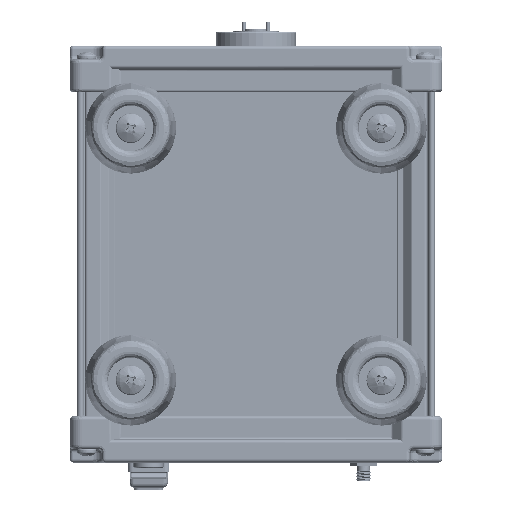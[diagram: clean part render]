
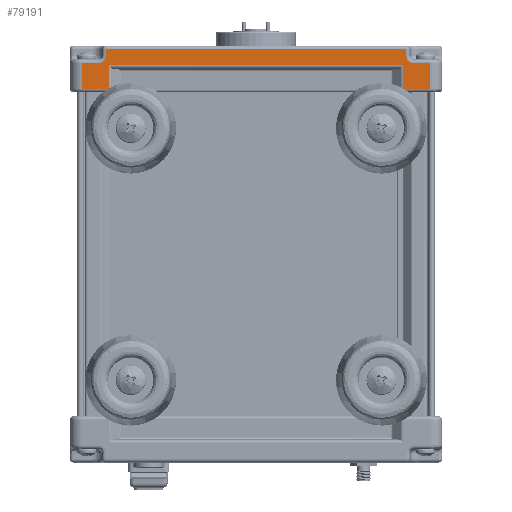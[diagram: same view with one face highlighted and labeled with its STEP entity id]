
A CAD part, front view. The second image highlights one B-rep face of the part: STEP entity #79191.
In plain terms, the highlighted planar face has unit normal (0, -1, 0).
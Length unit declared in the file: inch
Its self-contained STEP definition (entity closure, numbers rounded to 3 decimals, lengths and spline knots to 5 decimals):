
#2164 = CARTESIAN_POINT ( 'NONE',  ( -5.70314, 2.32022, 3.98438 ) ) ;
#3327 = CARTESIAN_POINT ( 'NONE',  ( -0.02204, 2.32022, 4.40958 ) ) ;
#5444 = DIRECTION ( 'NONE',  ( 0., 1., 0. ) ) ;
#7278 = CARTESIAN_POINT ( 'NONE',  ( -5.50629, 2.32022, 4.69304 ) ) ;
#8755 = EDGE_CURVE ( 'NONE', #39094, #83249, #214969, .T. ) ;
#14669 = ORIENTED_EDGE ( 'NONE', *, *, #33461, .F. ) ;
#16748 = CARTESIAN_POINT ( 'NONE',  ( -5.16151, 2.32022, 4.40958 ) ) ;
#17027 = LINE ( 'NONE', #223902, #72045 ) ;
#17580 = VECTOR ( 'NONE', #124533, 39.37008 ) ;
#19105 = CARTESIAN_POINT ( 'NONE',  ( -5.11259, 2.32022, 4.63398 ) ) ;
#24618 = ORIENTED_EDGE ( 'NONE', *, *, #126046, .F. ) ;
#31871 = DIRECTION ( 'NONE',  ( 0., 0., -1. ) ) ;
#32600 = VERTEX_POINT ( 'NONE', #3327 ) ;
#33461 = EDGE_CURVE ( 'NONE', #106354, #140190, #94824, .T. ) ;
#35866 = CARTESIAN_POINT ( 'NONE',  ( -5.2307, 2.32022, 4.40958 ) ) ;
#36257 = EDGE_CURVE ( 'NONE', #32600, #39094, #175164, .T. ) ;
#38148 = LINE ( 'NONE', #46711, #104863 ) ;
#39094 = VERTEX_POINT ( 'NONE', #101972 ) ;
#39365 = DIRECTION ( 'NONE',  ( -1., 0., 0. ) ) ;
#40609 = ORIENTED_EDGE ( 'NONE', *, *, #196986, .F. ) ;
#40628 = VECTOR ( 'NONE', #171678, 39.37008 ) ;
#42660 = PLANE ( 'NONE',  #194170 ) ;
#46098 = DIRECTION ( 'NONE',  ( 0., 0., 1. ) ) ;
#46512 = VECTOR ( 'NONE', #39365, 39.37008 ) ;
#46711 = CARTESIAN_POINT ( 'NONE',  ( -5.70314, 2.32022, 4.37021 ) ) ;
#51757 = CARTESIAN_POINT ( 'NONE',  ( -0.19246, 2.32022, 3.98438 ) ) ;
#54103 = CARTESIAN_POINT ( 'NONE',  ( -5.11259, 2.32022, 4.69304 ) ) ;
#54334 = VERTEX_POINT ( 'NONE', #19105 ) ;
#55118 = ORIENTED_EDGE ( 'NONE', *, *, #146210, .F. ) ;
#61760 = CARTESIAN_POINT ( 'NONE',  ( -0.19246, 2.32022, 4.37021 ) ) ;
#68506 = ORIENTED_EDGE ( 'NONE', *, *, #77857, .F. ) ;
#69583 = LINE ( 'NONE', #218473, #17580 ) ;
#72045 = VECTOR ( 'NONE', #186665, 39.37008 ) ;
#73493 = VERTEX_POINT ( 'NONE', #185584 ) ;
#76798 = VECTOR ( 'NONE', #229183, 39.37008 ) ;
#77857 = EDGE_CURVE ( 'NONE', #135908, #107411, #95790, .T. ) ;
#78473 = LINE ( 'NONE', #7278, #98672 ) ;
#79191 = ADVANCED_FACE ( 'NONE', ( #130322 ), #42660, .F. ) ;
#80875 = CARTESIAN_POINT ( 'NONE',  ( -0.02204, 2.32022, 4.40958 ) ) ;
#83249 = VERTEX_POINT ( 'NONE', #103604 ) ;
#93362 = ORIENTED_EDGE ( 'NONE', *, *, #208996, .F. ) ;
#94824 = LINE ( 'NONE', #136132, #153005 ) ;
#94971 = CARTESIAN_POINT ( 'NONE',  ( -5.11259, 2.32022, 4.52769 ) ) ;
#95790 = LINE ( 'NONE', #2164, #46512 ) ;
#95984 = CARTESIAN_POINT ( 'NONE',  ( -5.11259, 2.32022, 4.4585 ) ) ;
#98672 = VECTOR ( 'NONE', #46098, 39.37008 ) ;
#100359 = EDGE_LOOP ( 'NONE', ( #106275, #215553, #157503, #103390, #14669, #24618, #233147, #134046, #40609, #55118, #68506, #93362, #106465, #200980 ) ) ;
#101972 = CARTESIAN_POINT ( 'NONE',  ( 0.25355, 2.32022, 4.40958 ) ) ;
#102555 = VECTOR ( 'NONE', #240073, 39.37008 ) ;
#103390 = ORIENTED_EDGE ( 'NONE', *, *, #129574, .F. ) ;
#103604 = CARTESIAN_POINT ( 'NONE',  ( 0.25355, 2.32022, 3.98438 ) ) ;
#104863 = VECTOR ( 'NONE', #128665, 39.37008 ) ;
#106275 = ORIENTED_EDGE ( 'NONE', *, *, #171075, .F. ) ;
#106354 = VERTEX_POINT ( 'NONE', #170713 ) ;
#106465 = ORIENTED_EDGE ( 'NONE', *, *, #178675, .F. ) ;
#107411 = VERTEX_POINT ( 'NONE', #113452 ) ;
#113452 = CARTESIAN_POINT ( 'NONE',  ( -5.50629, 2.32022, 3.98438 ) ) ;
#117406 = CARTESIAN_POINT ( 'NONE',  ( -5.70314, 2.32022, 4.63398 ) ) ;
#122199 = VECTOR ( 'NONE', #143715, 39.37008 ) ;
#124533 = DIRECTION ( 'NONE',  ( 1., 0., 0. ) ) ;
#126046 = EDGE_CURVE ( 'NONE', #54334, #106354, #126194, .T. ) ;
#126194 = LINE ( 'NONE', #117406, #76798 ) ;
#128665 = DIRECTION ( 'NONE',  ( -1., 0., 0. ) ) ;
#129574 = EDGE_CURVE ( 'NONE', #140190, #32600, #181162, .T. ) ;
#130322 = FACE_OUTER_BOUND ( 'NONE', #100359, .T. ) ;
#131294 = CARTESIAN_POINT ( 'NONE',  ( -0.14015, 2.32022, 4.4585 ) ) ;
#132893 = CARTESIAN_POINT ( 'NONE',  ( -5.06028, 2.32022, 3.98438 ) ) ;
#134046 = ORIENTED_EDGE ( 'NONE', *, *, #226070, .F. ) ;
#135908 = VERTEX_POINT ( 'NONE', #132893 ) ;
#136132 = CARTESIAN_POINT ( 'NONE',  ( -0.14015, 2.32022, 4.69304 ) ) ;
#137518 = EDGE_CURVE ( 'NONE', #144163, #54334, #159447, .T. ) ;
#140190 = VERTEX_POINT ( 'NONE', #231932 ) ;
#143715 = DIRECTION ( 'NONE',  ( 0., 0., -1. ) ) ;
#144163 = VERTEX_POINT ( 'NONE', #94971 ) ;
#145014 = CARTESIAN_POINT ( 'NONE',  ( -0.19246, 2.32022, 4.69304 ) ) ;
#146210 = EDGE_CURVE ( 'NONE', #107411, #73493, #78473, .T. ) ;
#147282 = VERTEX_POINT ( 'NONE', #51757 ) ;
#153005 = VECTOR ( 'NONE', #227745, 39.37008 ) ;
#157503 = ORIENTED_EDGE ( 'NONE', *, *, #36257, .F. ) ;
#159447 = LINE ( 'NONE', #54103, #40628 ) ;
#160782 = VERTEX_POINT ( 'NONE', #185521 ) ;
#170713 = CARTESIAN_POINT ( 'NONE',  ( -0.14015, 2.32022, 4.63398 ) ) ;
#171075 = EDGE_CURVE ( 'NONE', #83249, #147282, #17027, .T. ) ;
#171678 = DIRECTION ( 'NONE',  ( 0., 0., 1. ) ) ;
#172369 = DIRECTION ( 'NONE',  ( 0., 0., 1. ) ) ;
#175164 = LINE ( 'NONE', #200493, #102555 ) ;
#178675 = EDGE_CURVE ( 'NONE', #187623, #160782, #38148, .T. ) ;
#181162 =( BOUNDED_CURVE ( )  B_SPLINE_CURVE ( 3, ( #223636, #131294, #205849, #80875 ),
 .UNSPECIFIED., .F., .F. ) 
 B_SPLINE_CURVE_WITH_KNOTS ( ( 4, 4 ),
 ( 0., 1. ),
 .UNSPECIFIED. ) 
 CURVE ( )  GEOMETRIC_REPRESENTATION_ITEM ( )  RATIONAL_B_SPLINE_CURVE ( ( 1., 0.805, 0.805, 1. ) ) 
 REPRESENTATION_ITEM ( '' )  );
#182673 = CARTESIAN_POINT ( 'NONE',  ( 0.25355, 2.32022, 4.69304 ) ) ;
#185521 = CARTESIAN_POINT ( 'NONE',  ( -5.06028, 2.32022, 4.37021 ) ) ;
#185584 = CARTESIAN_POINT ( 'NONE',  ( -5.50629, 2.32022, 4.40958 ) ) ;
#186665 = DIRECTION ( 'NONE',  ( -1., 0., 0. ) ) ;
#187623 = VERTEX_POINT ( 'NONE', #61760 ) ;
#194170 = AXIS2_PLACEMENT_3D ( 'NONE', #227441, #5444, #172369 ) ;
#196986 = EDGE_CURVE ( 'NONE', #73493, #205890, #69583, .T. ) ;
#197246 = VECTOR ( 'NONE', #31871, 39.37008 ) ;
#199622 = CARTESIAN_POINT ( 'NONE',  ( -5.06028, 2.32022, 4.69304 ) ) ;
#200493 = CARTESIAN_POINT ( 'NONE',  ( -5.70314, 2.32022, 4.40958 ) ) ;
#200980 = ORIENTED_EDGE ( 'NONE', *, *, #225377, .F. ) ;
#201865 = LINE ( 'NONE', #145014, #216244 ) ;
#205849 = CARTESIAN_POINT ( 'NONE',  ( -0.09122, 2.32022, 4.40958 ) ) ;
#205890 = VERTEX_POINT ( 'NONE', #35866 ) ;
#208861 = LINE ( 'NONE', #199622, #197246 ) ;
#208996 = EDGE_CURVE ( 'NONE', #160782, #135908, #208861, .T. ) ;
#214969 = LINE ( 'NONE', #182673, #122199 ) ;
#215553 = ORIENTED_EDGE ( 'NONE', *, *, #8755, .F. ) ;
#216244 = VECTOR ( 'NONE', #239029, 39.37008 ) ;
#218473 = CARTESIAN_POINT ( 'NONE',  ( -5.70314, 2.32022, 4.40958 ) ) ;
#223292 = CARTESIAN_POINT ( 'NONE',  ( -5.11259, 2.32022, 4.52769 ) ) ;
#223636 = CARTESIAN_POINT ( 'NONE',  ( -0.14015, 2.32022, 4.52769 ) ) ;
#223902 = CARTESIAN_POINT ( 'NONE',  ( -5.70314, 2.32022, 3.98438 ) ) ;
#225377 = EDGE_CURVE ( 'NONE', #147282, #187623, #201865, .T. ) ;
#226070 = EDGE_CURVE ( 'NONE', #205890, #144163, #232898, .T. ) ;
#227441 = CARTESIAN_POINT ( 'NONE',  ( -5.70314, 2.32022, 4.69304 ) ) ;
#227745 = DIRECTION ( 'NONE',  ( 0., 0., -1. ) ) ;
#229183 = DIRECTION ( 'NONE',  ( 1., 0., 0. ) ) ;
#231932 = CARTESIAN_POINT ( 'NONE',  ( -0.14015, 2.32022, 4.52769 ) ) ;
#232898 =( BOUNDED_CURVE ( )  B_SPLINE_CURVE ( 3, ( #238723, #16748, #95984, #223292 ),
 .UNSPECIFIED., .F., .F. ) 
 B_SPLINE_CURVE_WITH_KNOTS ( ( 4, 4 ),
 ( 0., 1. ),
 .UNSPECIFIED. ) 
 CURVE ( )  GEOMETRIC_REPRESENTATION_ITEM ( )  RATIONAL_B_SPLINE_CURVE ( ( 1., 0.805, 0.805, 1. ) ) 
 REPRESENTATION_ITEM ( '' )  );
#233147 = ORIENTED_EDGE ( 'NONE', *, *, #137518, .F. ) ;
#238723 = CARTESIAN_POINT ( 'NONE',  ( -5.2307, 2.32022, 4.40958 ) ) ;
#239029 = DIRECTION ( 'NONE',  ( 0., 0., 1. ) ) ;
#240073 = DIRECTION ( 'NONE',  ( 1., 0., 0. ) ) ;
